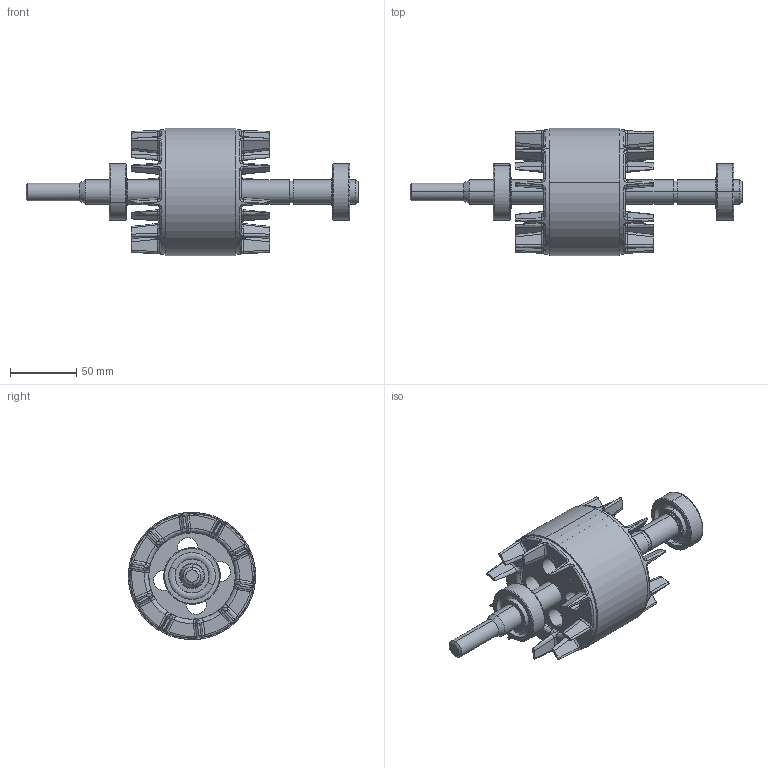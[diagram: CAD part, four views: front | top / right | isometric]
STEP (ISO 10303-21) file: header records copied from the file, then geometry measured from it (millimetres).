
FILE_DESCRIPTION(('FreeCAD Model'),'2;1');
FILE_NAME('Open CASCADE Shape Model','2025-04-29T18:17:15',('FreeCAD'),( 'FreeCAD'),'Open CASCADE STEP processor 7.6','FreeCAD','Unknown');
FILE_SCHEMA(('AUTOMOTIVE_DESIGN { 1 0 10303 214 1 1 1 1 }'));
Length unit declared in the file: millimetre
Products named in the file (1): Open CASCADE STEP translator 7.6 1
Bounding box: 251.39 x 96.34 x 96.48 mm (x, y, z)
Volume: 422636.1 mm3; surface area: 141813.9 mm2
Topology: 8 solids, 8 shells, 696 faces, 1788 edges, 1116 vertices
Faces by surface type: bspline 696
Entity records: 27456 total; most frequent: CARTESIAN_POINT 17393, ORIENTED_EDGE 3576, EDGE_CURVE 1788, VERTEX_POINT 1116, B_SPLINE_CURVE_WITH_KNOTS 1020, FACE_BOUND 818, EDGE_LOOP 818, ADVANCED_FACE 696
